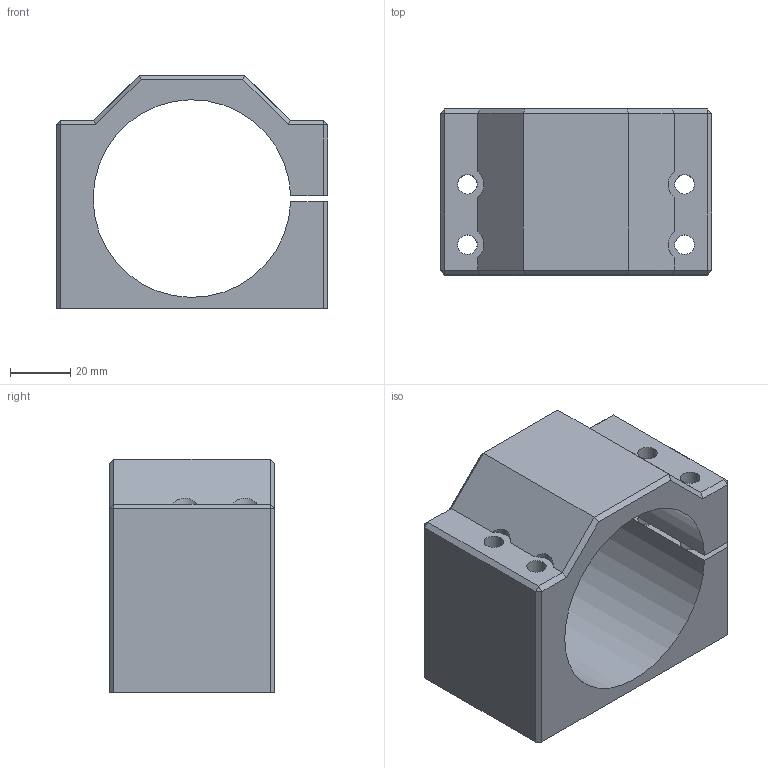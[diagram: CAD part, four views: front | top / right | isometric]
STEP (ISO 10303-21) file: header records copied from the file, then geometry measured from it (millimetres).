
FILE_DESCRIPTION(/* description */ (''),/* implementation_level */ '2;1');
FILE_NAME(/* name */ 'Spindle mount.step',/* time_stamp */ '2024-11-17T21:03:21+01:00',/* author */ (''),/* organization */ (''),/* preprocessor_version */ 'ST-DEVELOPER v20',/* originating_system */ 'Autodesk Translation Framework v13.20.0.188',/* authorisation */ '');
FILE_SCHEMA (('AUTOMOTIVE_DESIGN { 1 0 10303 214 3 1 1 }'));
Length unit declared in the file: millimetre
Products named in the file (1): Spindle mount
Bounding box: 90 x 55 x 77.5 mm (x, y, z)
Volume: 155125.9 mm3; surface area: 40015.8 mm2
Topology: 1 solids, 1 shells, 46 faces, 114 edges, 70 vertices
Faces by surface type: plane 35, cylinder 11
Full cylindrical faces by diameter (mm): 6.5 x6
Entity records: 1502 total; most frequent: CARTESIAN_POINT 329, ORIENTED_EDGE 228, DIRECTION 228, EDGE_CURVE 114, LINE 90, VECTOR 90, VERTEX_POINT 70, AXIS2_PLACEMENT_3D 69
